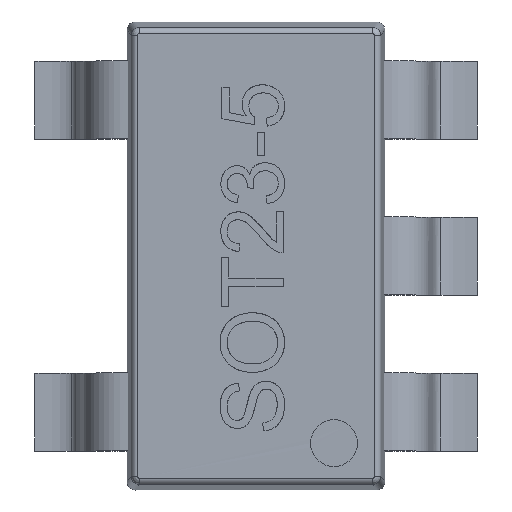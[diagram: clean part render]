
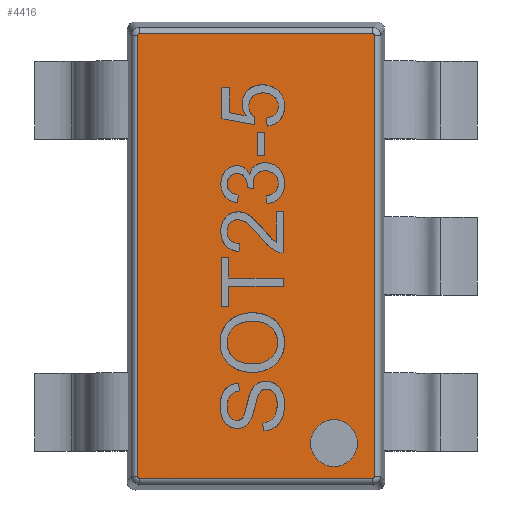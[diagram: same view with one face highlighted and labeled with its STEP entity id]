
A CAD part, top view. The second image highlights one B-rep face of the part: STEP entity #4416.
In plain terms, the highlighted planar face has unit normal (0, 0, 1).
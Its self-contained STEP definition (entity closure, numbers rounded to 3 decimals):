
#3502=CARTESIAN_POINT('',(0.759,1.414,1.205));
#3503=VERTEX_POINT('',#3502);
#3520=CARTESIAN_POINT('',(0.749,1.424,1.205));
#3521=VERTEX_POINT('',#3520);
#3529=CARTESIAN_POINT('',(0.759,1.414,1.205));
#3530=CARTESIAN_POINT('',(0.759,1.417,1.205));
#3531=CARTESIAN_POINT('',(0.758,1.42,1.205));
#3532=CARTESIAN_POINT('',(0.757,1.421,1.205));
#3533=CARTESIAN_POINT('',(0.755,1.423,1.205));
#3534=CARTESIAN_POINT('',(0.752,1.424,1.205));
#3535=CARTESIAN_POINT('',(0.749,1.424,1.205));
#3536=B_SPLINE_CURVE_WITH_KNOTS('',3,(#3529,#3530,#3531,#3532,#3533,#3534,#3535),.UNSPECIFIED.,.F.,.F.,(4,3,4),(0.002,0.01,0.018),.UNSPECIFIED.);
#3537=EDGE_CURVE('',#3503,#3521,#3536,.T.);
#3558=CARTESIAN_POINT('',(-0.749,1.424,1.205));
#3559=VERTEX_POINT('',#3558);
#3567=CARTESIAN_POINT('',(0.749,1.424,1.205));
#3568=DIRECTION('',(-1.,-0.,0.));
#3569=VECTOR('',#3568,1.499);
#3570=LINE('',#3567,#3569);
#3571=EDGE_CURVE('',#3521,#3559,#3570,.T.);
#3592=CARTESIAN_POINT('',(0.749,-1.424,1.205));
#3593=VERTEX_POINT('',#3592);
#3612=CARTESIAN_POINT('',(0.759,-1.414,1.205));
#3613=VERTEX_POINT('',#3612);
#3621=CARTESIAN_POINT('',(0.749,-1.424,1.205));
#3622=CARTESIAN_POINT('',(0.752,-1.424,1.205));
#3623=CARTESIAN_POINT('',(0.755,-1.423,1.205));
#3624=CARTESIAN_POINT('',(0.757,-1.421,1.205));
#3625=CARTESIAN_POINT('',(0.758,-1.42,1.205));
#3626=CARTESIAN_POINT('',(0.759,-1.417,1.205));
#3627=CARTESIAN_POINT('',(0.759,-1.414,1.205));
#3628=B_SPLINE_CURVE_WITH_KNOTS('',3,(#3621,#3622,#3623,#3624,#3625,#3626,#3627),.UNSPECIFIED.,.F.,.F.,(4,3,4),(0.002,0.009,0.017),.UNSPECIFIED.);
#3629=EDGE_CURVE('',#3593,#3613,#3628,.T.);
#3641=CARTESIAN_POINT('',(0.759,1.414,1.205));
#3642=DIRECTION('',(-0.,-1.,-0.));
#3643=VECTOR('',#3642,2.829);
#3644=LINE('',#3641,#3643);
#3645=EDGE_CURVE('',#3503,#3613,#3644,.T.);
#3676=CARTESIAN_POINT('',(-0.759,-1.414,1.205));
#3677=VERTEX_POINT('',#3676);
#3694=CARTESIAN_POINT('',(-0.749,-1.424,1.205));
#3695=VERTEX_POINT('',#3694);
#3703=CARTESIAN_POINT('',(-0.759,-1.414,1.205));
#3704=CARTESIAN_POINT('',(-0.759,-1.417,1.205));
#3705=CARTESIAN_POINT('',(-0.758,-1.42,1.205));
#3706=CARTESIAN_POINT('',(-0.757,-1.421,1.205));
#3707=CARTESIAN_POINT('',(-0.755,-1.423,1.205));
#3708=CARTESIAN_POINT('',(-0.752,-1.424,1.205));
#3709=CARTESIAN_POINT('',(-0.749,-1.424,1.205));
#3710=B_SPLINE_CURVE_WITH_KNOTS('',3,(#3703,#3704,#3705,#3706,#3707,#3708,#3709),.UNSPECIFIED.,.F.,.F.,(4,3,4),(0.002,0.01,0.018),.UNSPECIFIED.);
#3711=EDGE_CURVE('',#3677,#3695,#3710,.T.);
#3732=CARTESIAN_POINT('',(-0.759,1.414,1.205));
#3733=VERTEX_POINT('',#3732);
#3734=CARTESIAN_POINT('',(-0.759,1.414,1.205));
#3735=DIRECTION('',(-0.,-1.,-0.));
#3736=VECTOR('',#3735,2.829);
#3737=LINE('',#3734,#3736);
#3738=EDGE_CURVE('',#3733,#3677,#3737,.T.);
#3765=CARTESIAN_POINT('',(-0.749,-1.424,1.205));
#3766=DIRECTION('',(1.,0.,-0.));
#3767=VECTOR('',#3766,1.499);
#3768=LINE('',#3765,#3767);
#3769=EDGE_CURVE('',#3695,#3593,#3768,.T.);
#3799=CARTESIAN_POINT('',(-0.749,1.424,1.205));
#3800=CARTESIAN_POINT('',(-0.752,1.424,1.205));
#3801=CARTESIAN_POINT('',(-0.755,1.423,1.205));
#3802=CARTESIAN_POINT('',(-0.757,1.421,1.205));
#3803=CARTESIAN_POINT('',(-0.758,1.42,1.205));
#3804=CARTESIAN_POINT('',(-0.759,1.417,1.205));
#3805=CARTESIAN_POINT('',(-0.759,1.414,1.205));
#3806=B_SPLINE_CURVE_WITH_KNOTS('',3,(#3799,#3800,#3801,#3802,#3803,#3804,#3805),.UNSPECIFIED.,.F.,.F.,(4,3,4),(0.002,0.009,0.017),.UNSPECIFIED.);
#3807=EDGE_CURVE('',#3559,#3733,#3806,.T.);
#4390=CARTESIAN_POINT('',(-0.797,-1.5,1.205));
#4391=DIRECTION('',(0.,0.,1.));
#4392=DIRECTION('',(1.,0.,0.));
#4393=AXIS2_PLACEMENT_3D('',#4390,#4391,#4392);
#4394=PLANE('',#4393);
#4395=CARTESIAN_POINT('',(0.35,-1.2,1.205));
#4396=VERTEX_POINT('',#4395);
#4397=CARTESIAN_POINT('',(0.5,-1.2,1.205));
#4398=DIRECTION('',(-0.,-0.,1.));
#4399=DIRECTION('',(-1.,0.,0.));
#4400=AXIS2_PLACEMENT_3D('',#4397,#4398,#4399);
#4401=CIRCLE('',#4400,0.15);
#4402=EDGE_CURVE('',#4396,#4396,#4401,.T.);
#4403=ORIENTED_EDGE('',*,*,#4402,.F.);
#4404=EDGE_LOOP('',(#4403));
#4405=FACE_BOUND('',#4404,.T.);
#4406=ORIENTED_EDGE('',*,*,#3738,.T.);
#4407=ORIENTED_EDGE('',*,*,#3711,.T.);
#4408=ORIENTED_EDGE('',*,*,#3769,.T.);
#4409=ORIENTED_EDGE('',*,*,#3629,.T.);
#4410=ORIENTED_EDGE('',*,*,#3645,.F.);
#4411=ORIENTED_EDGE('',*,*,#3537,.T.);
#4412=ORIENTED_EDGE('',*,*,#3571,.T.);
#4413=ORIENTED_EDGE('',*,*,#3807,.T.);
#4414=EDGE_LOOP('',(#4406,#4407,#4408,#4409,#4410,#4411,#4412,#4413));
#4415=FACE_BOUND('',#4414,.T.);
#4416=ADVANCED_FACE('shell_1',(#4405,#4415),#4394,.T.);
